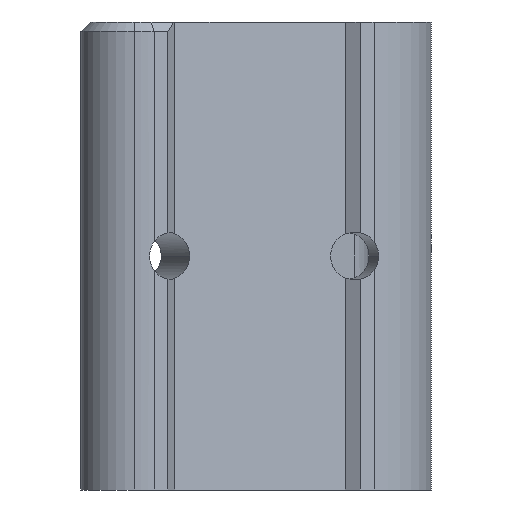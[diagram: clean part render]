
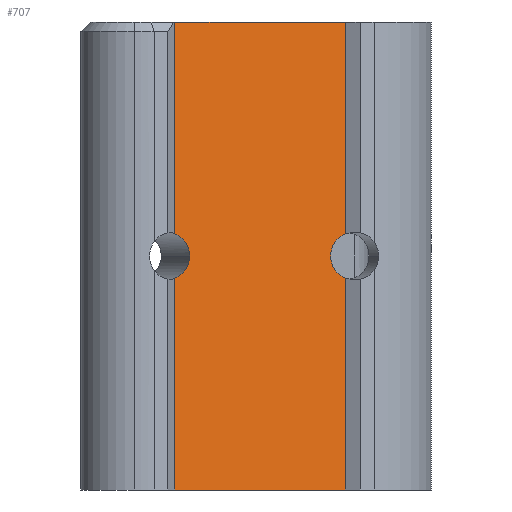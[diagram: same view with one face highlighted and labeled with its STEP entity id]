
A CAD part, front view. The second image highlights one B-rep face of the part: STEP entity #707.
In plain terms, the highlighted planar face has unit normal (0.342, -0.94, 0).
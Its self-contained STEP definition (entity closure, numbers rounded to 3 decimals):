
#35 = CARTESIAN_POINT ( 'NONE',  ( 1.101, -17.356, 20. ) ) ;
#42 = EDGE_LOOP ( 'NONE', ( #586, #1099, #254, #1138, #472, #917, #323, #1654, #922, #941 ) ) ;
#82 = CARTESIAN_POINT ( 'NONE',  ( 0.475, -17.584, 0. ) ) ;
#115 = VERTEX_POINT ( 'NONE', #184 ) ;
#130 = EDGE_CURVE ( 'NONE', #307, #1340, #1614, .T. ) ;
#173 = CARTESIAN_POINT ( 'NONE',  ( 0.475, -17.584, 0. ) ) ;
#184 = CARTESIAN_POINT ( 'NONE',  ( 0.475, -17.584, 21.886 ) ) ;
#198 = CARTESIAN_POINT ( 'NONE',  ( -14.091, -22.885, 21.886 ) ) ;
#211 = CARTESIAN_POINT ( 'NONE',  ( -14.091, -22.885, 40. ) ) ;
#254 = ORIENTED_EDGE ( 'NONE', *, *, #696, .T. ) ;
#270 = CARTESIAN_POINT ( 'NONE',  ( -14.091, -22.885, 0. ) ) ;
#307 = VERTEX_POINT ( 'NONE', #1396 ) ;
#316 = EDGE_CURVE ( 'NONE', #115, #307, #1077, .T. ) ;
#323 = ORIENTED_EDGE ( 'NONE', *, *, #869, .T. ) ;
#368 = VECTOR ( 'NONE', #1502, 1000. ) ;
#384 = CARTESIAN_POINT ( 'NONE',  ( -14.717, -23.113, 20. ) ) ;
#407 = VERTEX_POINT ( 'NONE', #198 ) ;
#408 = VERTEX_POINT ( 'NONE', #483 ) ;
#440 = LINE ( 'NONE', #270, #530 ) ;
#472 = ORIENTED_EDGE ( 'NONE', *, *, #130, .T. ) ;
#474 = PLANE ( 'NONE',  #1366 ) ;
#483 = CARTESIAN_POINT ( 'NONE',  ( -14.091, -22.885, 18.114 ) ) ;
#530 = VECTOR ( 'NONE', #703, 1000. ) ;
#586 = ORIENTED_EDGE ( 'NONE', *, *, #1581, .T. ) ;
#597 = DIRECTION ( 'NONE',  ( -0.342, 0.94, 0. ) ) ;
#626 = VECTOR ( 'NONE', #1173, 1000. ) ;
#654 = CIRCLE ( 'NONE', #1245, 2. ) ;
#696 = EDGE_CURVE ( 'NONE', #1666, #115, #654, .T. ) ;
#703 = DIRECTION ( 'NONE',  ( 0., 0., 1. ) ) ;
#705 = VECTOR ( 'NONE', #1058, 1000. ) ;
#707 = ADVANCED_FACE ( 'NONE', ( #873 ), #474, .F. ) ;
#719 = CIRCLE ( 'NONE', #1276, 2. ) ;
#744 = DIRECTION ( 'NONE',  ( -0.94, -0.342, 0. ) ) ;
#748 = DIRECTION ( 'NONE',  ( 0., 0., 1. ) ) ;
#774 = EDGE_CURVE ( 'NONE', #1531, #1666, #1730, .T. ) ;
#776 = LINE ( 'NONE', #1128, #626 ) ;
#803 = CARTESIAN_POINT ( 'NONE',  ( -14.091, -22.885, 0. ) ) ;
#866 = EDGE_CURVE ( 'NONE', #407, #1340, #776, .T. ) ;
#869 = EDGE_CURVE ( 'NONE', #407, #891, #1662, .T. ) ;
#873 = FACE_OUTER_BOUND ( 'NONE', #42, .T. ) ;
#891 = VERTEX_POINT ( 'NONE', #1454 ) ;
#898 = DIRECTION ( 'NONE',  ( -0.94, -0.342, 0. ) ) ;
#915 = DIRECTION ( 'NONE',  ( -0.94, -0.342, 0. ) ) ;
#917 = ORIENTED_EDGE ( 'NONE', *, *, #866, .F. ) ;
#922 = ORIENTED_EDGE ( 'NONE', *, *, #1748, .F. ) ;
#934 = AXIS2_PLACEMENT_3D ( 'NONE', #1694, #1328, #898 ) ;
#941 = ORIENTED_EDGE ( 'NONE', *, *, #1149, .F. ) ;
#1023 = AXIS2_PLACEMENT_3D ( 'NONE', #1432, #1599, #1327 ) ;
#1025 = VERTEX_POINT ( 'NONE', #803 ) ;
#1058 = DIRECTION ( 'NONE',  ( -0.94, -0.342, 0. ) ) ;
#1077 = LINE ( 'NONE', #1214, #368 ) ;
#1099 = ORIENTED_EDGE ( 'NONE', *, *, #774, .T. ) ;
#1128 = CARTESIAN_POINT ( 'NONE',  ( -14.091, -22.885, 0. ) ) ;
#1138 = ORIENTED_EDGE ( 'NONE', *, *, #316, .T. ) ;
#1149 = EDGE_CURVE ( 'NONE', #1307, #1025, #1248, .T. ) ;
#1157 = LINE ( 'NONE', #173, #1409 ) ;
#1173 = DIRECTION ( 'NONE',  ( 0., 0., 1. ) ) ;
#1214 = CARTESIAN_POINT ( 'NONE',  ( 0.475, -17.584, 0. ) ) ;
#1245 = AXIS2_PLACEMENT_3D ( 'NONE', #35, #597, #744 ) ;
#1248 = LINE ( 'NONE', #1832, #1453 ) ;
#1276 = AXIS2_PLACEMENT_3D ( 'NONE', #384, #1797, #1806 ) ;
#1290 = CARTESIAN_POINT ( 'NONE',  ( 0.475, -17.584, 18.114 ) ) ;
#1307 = VERTEX_POINT ( 'NONE', #82 ) ;
#1327 = DIRECTION ( 'NONE',  ( -0.94, -0.342, 0. ) ) ;
#1328 = DIRECTION ( 'NONE',  ( -0.342, 0.94, 0. ) ) ;
#1340 = VERTEX_POINT ( 'NONE', #1389 ) ;
#1366 = AXIS2_PLACEMENT_3D ( 'NONE', #1761, #1592, #915 ) ;
#1389 = CARTESIAN_POINT ( 'NONE',  ( -14.091, -22.885, 40. ) ) ;
#1396 = CARTESIAN_POINT ( 'NONE',  ( 0.475, -17.584, 40. ) ) ;
#1409 = VECTOR ( 'NONE', #748, 1000. ) ;
#1432 = CARTESIAN_POINT ( 'NONE',  ( 1.101, -17.356, 20. ) ) ;
#1453 = VECTOR ( 'NONE', #1843, 1000. ) ;
#1454 = CARTESIAN_POINT ( 'NONE',  ( -12.838, -22.429, 20. ) ) ;
#1502 = DIRECTION ( 'NONE',  ( 0., 0., 1. ) ) ;
#1531 = VERTEX_POINT ( 'NONE', #1290 ) ;
#1581 = EDGE_CURVE ( 'NONE', #1307, #1531, #1157, .T. ) ;
#1592 = DIRECTION ( 'NONE',  ( -0.342, 0.94, 0. ) ) ;
#1599 = DIRECTION ( 'NONE',  ( -0.342, 0.94, 0. ) ) ;
#1606 = EDGE_CURVE ( 'NONE', #891, #408, #719, .T. ) ;
#1613 = CARTESIAN_POINT ( 'NONE',  ( -0.778, -18.04, 20. ) ) ;
#1614 = LINE ( 'NONE', #211, #705 ) ;
#1654 = ORIENTED_EDGE ( 'NONE', *, *, #1606, .T. ) ;
#1662 = CIRCLE ( 'NONE', #934, 2. ) ;
#1666 = VERTEX_POINT ( 'NONE', #1613 ) ;
#1694 = CARTESIAN_POINT ( 'NONE',  ( -14.717, -23.113, 20. ) ) ;
#1730 = CIRCLE ( 'NONE', #1023, 2. ) ;
#1748 = EDGE_CURVE ( 'NONE', #1025, #408, #440, .T. ) ;
#1761 = CARTESIAN_POINT ( 'NONE',  ( -14.091, -22.885, 0. ) ) ;
#1797 = DIRECTION ( 'NONE',  ( -0.342, 0.94, 0. ) ) ;
#1806 = DIRECTION ( 'NONE',  ( -0.94, -0.342, 0. ) ) ;
#1832 = CARTESIAN_POINT ( 'NONE',  ( -14.091, -22.885, 0. ) ) ;
#1843 = DIRECTION ( 'NONE',  ( -0.94, -0.342, 0. ) ) ;
